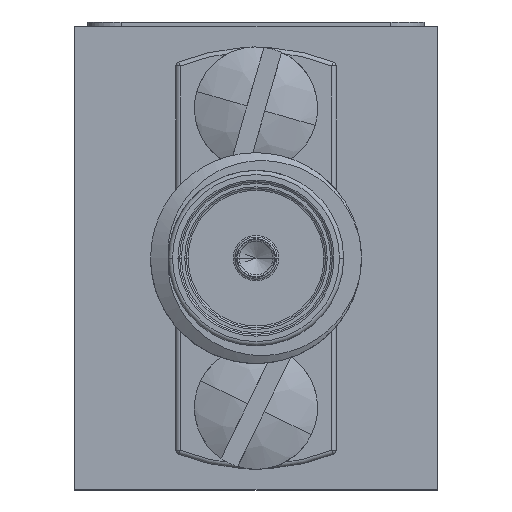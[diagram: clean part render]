
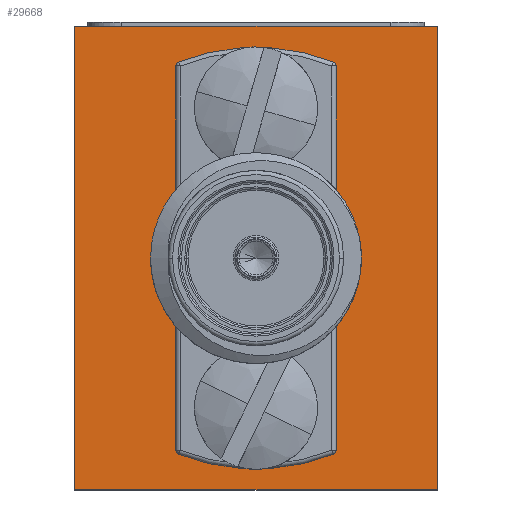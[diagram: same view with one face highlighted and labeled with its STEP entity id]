
A CAD part, left-side view. The second image highlights one B-rep face of the part: STEP entity #29668.
In plain terms, the highlighted planar face has unit normal (-1, 0, 0).
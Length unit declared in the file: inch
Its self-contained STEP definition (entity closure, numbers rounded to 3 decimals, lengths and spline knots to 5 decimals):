
#1311 = CARTESIAN_POINT ( 'NONE',  ( -0.14415, 0.44388, 0.63027 ) ) ;
#1423 = AXIS2_PLACEMENT_3D ( 'NONE', #23818, #4381, #19062 ) ;
#2602 = EDGE_CURVE ( 'NONE', #18239, #20902, #5279, .T. ) ;
#2767 = CARTESIAN_POINT ( 'NONE',  ( -0.14415, 0.44388, 0.63027 ) ) ;
#3350 = EDGE_CURVE ( 'NONE', #21420, #18239, #25828, .T. ) ;
#3764 = PLANE ( 'NONE',  #1423 ) ;
#4381 = DIRECTION ( 'NONE',  ( -1., 0., 0. ) ) ;
#5124 = ORIENTED_EDGE ( 'NONE', *, *, #25029, .T. ) ;
#5279 = LINE ( 'NONE', #8434, #21400 ) ;
#6841 = DIRECTION ( 'NONE',  ( 0., 0., -1. ) ) ;
#8434 = CARTESIAN_POINT ( 'NONE',  ( -0.14415, 0.01388, 0.63027 ) ) ;
#8574 = VECTOR ( 'NONE', #6841, 39.37008 ) ;
#9206 = CARTESIAN_POINT ( 'NONE',  ( -0.14415, 0.01388, 0.63027 ) ) ;
#9433 = VECTOR ( 'NONE', #28172, 39.37008 ) ;
#10338 = VERTEX_POINT ( 'NONE', #22987 ) ;
#10727 = DIRECTION ( 'NONE',  ( 0., -1., 0. ) ) ;
#13108 = ORIENTED_EDGE ( 'NONE', *, *, #26314, .T. ) ;
#13630 = FACE_OUTER_BOUND ( 'NONE', #30465, .T. ) ;
#14639 = LINE ( 'NONE', #28616, #8574 ) ;
#14990 = DIRECTION ( 'NONE',  ( 0., 0., -1. ) ) ;
#15501 = CARTESIAN_POINT ( 'NONE',  ( -0.14415, 0.44388, 0.08027 ) ) ;
#16684 = CARTESIAN_POINT ( 'NONE',  ( -0.14415, 0.01388, 0.08027 ) ) ;
#17429 = ORIENTED_EDGE ( 'NONE', *, *, #3350, .F. ) ;
#18239 = VERTEX_POINT ( 'NONE', #9206 ) ;
#19062 = DIRECTION ( 'NONE',  ( 0., 0., -1. ) ) ;
#20902 = VERTEX_POINT ( 'NONE', #16684 ) ;
#21400 = VECTOR ( 'NONE', #14990, 39.37008 ) ;
#21420 = VERTEX_POINT ( 'NONE', #2767 ) ;
#22987 = CARTESIAN_POINT ( 'NONE',  ( -0.14415, 0.44388, 0.08027 ) ) ;
#23818 = CARTESIAN_POINT ( 'NONE',  ( -0.14415, 0.44388, 0.63027 ) ) ;
#24207 = ORIENTED_EDGE ( 'NONE', *, *, #2602, .F. ) ;
#25029 = EDGE_CURVE ( 'NONE', #10338, #20902, #30283, .T. ) ;
#25828 = LINE ( 'NONE', #1311, #9433 ) ;
#26314 = EDGE_CURVE ( 'NONE', #21420, #10338, #14639, .T. ) ;
#27874 = VECTOR ( 'NONE', #10727, 39.37008 ) ;
#28172 = DIRECTION ( 'NONE',  ( 0., -1., 0. ) ) ;
#28616 = CARTESIAN_POINT ( 'NONE',  ( -0.14415, 0.44388, 0.63027 ) ) ;
#29668 = ADVANCED_FACE ( 'NONE', ( #13630 ), #3764, .T. ) ;
#30283 = LINE ( 'NONE', #15501, #27874 ) ;
#30465 = EDGE_LOOP ( 'NONE', ( #24207, #17429, #13108, #5124 ) ) ;
